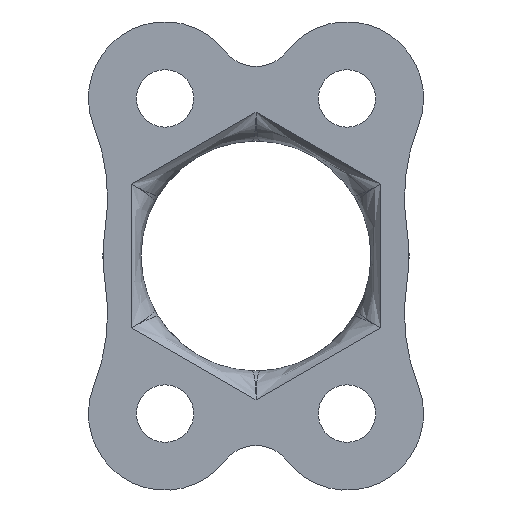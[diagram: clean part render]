
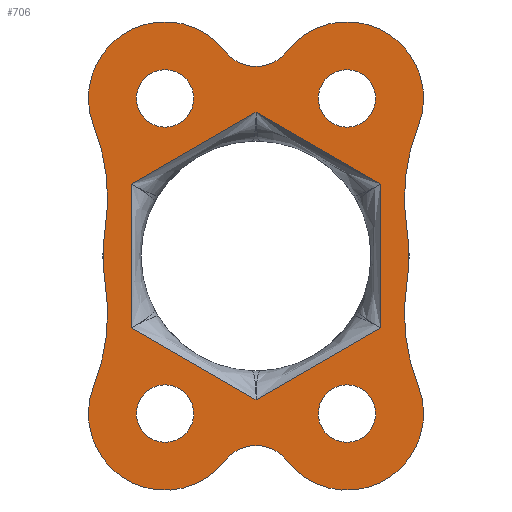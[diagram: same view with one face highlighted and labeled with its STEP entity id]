
A CAD part, front view. The second image highlights one B-rep face of the part: STEP entity #706.
In plain terms, the highlighted planar face has unit normal (0, -1, 0).
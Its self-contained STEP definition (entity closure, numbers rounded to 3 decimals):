
#15=FACE_BOUND('',#131,.T.);
#16=FACE_BOUND('',#132,.T.);
#17=FACE_BOUND('',#133,.T.);
#18=FACE_BOUND('',#134,.T.);
#19=FACE_BOUND('',#135,.T.);
#53=PLANE('',#813);
#92=FACE_OUTER_BOUND('',#130,.T.);
#130=EDGE_LOOP('',(#631,#632,#633,#634,#635,#636,#637,#638,#639,#640,#641,
#642));
#131=EDGE_LOOP('',(#643));
#132=EDGE_LOOP('',(#644));
#133=EDGE_LOOP('',(#645));
#134=EDGE_LOOP('',(#646));
#135=EDGE_LOOP('',(#647,#648,#649,#650,#651,#652));
#160=LINE('',#1585,#196);
#163=LINE('',#1590,#199);
#165=LINE('',#1594,#201);
#167=LINE('',#1598,#203);
#169=LINE('',#1602,#205);
#171=LINE('',#1605,#207);
#196=VECTOR('',#996,10.);
#199=VECTOR('',#1001,10.);
#201=VECTOR('',#1005,10.);
#203=VECTOR('',#1009,10.);
#205=VECTOR('',#1013,10.);
#207=VECTOR('',#1017,10.);
#208=CIRCLE('',#731,10.);
#212=CIRCLE('',#736,8.);
#216=CIRCLE('',#740,8.);
#221=CIRCLE('',#746,10.);
#224=CIRCLE('',#750,4.);
#225=CIRCLE('',#752,10.);
#228=CIRCLE('',#756,4.);
#229=CIRCLE('',#758,10.);
#231=CIRCLE('',#761,2.);
#233=CIRCLE('',#764,4.);
#235=CIRCLE('',#767,2.);
#237=CIRCLE('',#770,4.);
#242=CIRCLE('',#777,1.5);
#245=CIRCLE('',#781,1.5);
#248=CIRCLE('',#785,1.5);
#251=CIRCLE('',#789,1.5);
#266=VERTEX_POINT('',#1022);
#267=VERTEX_POINT('',#1023);
#274=VERTEX_POINT('',#1038);
#275=VERTEX_POINT('',#1040);
#280=VERTEX_POINT('',#1050);
#283=VERTEX_POINT('',#1060);
#286=VERTEX_POINT('',#1068);
#287=VERTEX_POINT('',#1072);
#290=VERTEX_POINT('',#1080);
#291=VERTEX_POINT('',#1084);
#293=VERTEX_POINT('',#1090);
#295=VERTEX_POINT('',#1099);
#299=VERTEX_POINT('',#1114);
#301=VERTEX_POINT('',#1121);
#303=VERTEX_POINT('',#1128);
#305=VERTEX_POINT('',#1135);
#326=VERTEX_POINT('',#1583);
#327=VERTEX_POINT('',#1584);
#328=VERTEX_POINT('',#1589);
#329=VERTEX_POINT('',#1593);
#330=VERTEX_POINT('',#1597);
#331=VERTEX_POINT('',#1601);
#332=EDGE_CURVE('',#266,#267,#208,.F.);
#340=EDGE_CURVE('',#274,#275,#212,.T.);
#346=EDGE_CURVE('',#280,#267,#216,.T.);
#351=EDGE_CURVE('',#280,#283,#221,.F.);
#356=EDGE_CURVE('',#286,#283,#224,.T.);
#357=EDGE_CURVE('',#274,#287,#225,.F.);
#362=EDGE_CURVE('',#290,#287,#228,.T.);
#363=EDGE_CURVE('',#291,#275,#229,.F.);
#366=EDGE_CURVE('',#290,#293,#231,.F.);
#369=EDGE_CURVE('',#266,#293,#233,.T.);
#371=EDGE_CURVE('',#286,#295,#235,.F.);
#374=EDGE_CURVE('',#291,#295,#237,.T.);
#379=EDGE_CURVE('',#299,#299,#242,.T.);
#383=EDGE_CURVE('',#301,#301,#245,.T.);
#387=EDGE_CURVE('',#303,#303,#248,.T.);
#391=EDGE_CURVE('',#305,#305,#251,.T.);
#427=EDGE_CURVE('',#326,#327,#160,.T.);
#430=EDGE_CURVE('',#328,#326,#163,.T.);
#432=EDGE_CURVE('',#329,#328,#165,.T.);
#434=EDGE_CURVE('',#330,#329,#167,.T.);
#436=EDGE_CURVE('',#331,#330,#169,.T.);
#438=EDGE_CURVE('',#327,#331,#171,.T.);
#631=ORIENTED_EDGE('',*,*,#351,.T.);
#632=ORIENTED_EDGE('',*,*,#356,.F.);
#633=ORIENTED_EDGE('',*,*,#371,.T.);
#634=ORIENTED_EDGE('',*,*,#374,.F.);
#635=ORIENTED_EDGE('',*,*,#363,.T.);
#636=ORIENTED_EDGE('',*,*,#340,.F.);
#637=ORIENTED_EDGE('',*,*,#357,.T.);
#638=ORIENTED_EDGE('',*,*,#362,.F.);
#639=ORIENTED_EDGE('',*,*,#366,.T.);
#640=ORIENTED_EDGE('',*,*,#369,.F.);
#641=ORIENTED_EDGE('',*,*,#332,.T.);
#642=ORIENTED_EDGE('',*,*,#346,.F.);
#643=ORIENTED_EDGE('',*,*,#379,.T.);
#644=ORIENTED_EDGE('',*,*,#383,.T.);
#645=ORIENTED_EDGE('',*,*,#387,.T.);
#646=ORIENTED_EDGE('',*,*,#391,.T.);
#647=ORIENTED_EDGE('',*,*,#427,.T.);
#648=ORIENTED_EDGE('',*,*,#438,.T.);
#649=ORIENTED_EDGE('',*,*,#436,.T.);
#650=ORIENTED_EDGE('',*,*,#434,.T.);
#651=ORIENTED_EDGE('',*,*,#432,.T.);
#652=ORIENTED_EDGE('',*,*,#430,.T.);
#706=ADVANCED_FACE('',(#92,#15,#16,#17,#18,#19),#53,.F.);
#731=AXIS2_PLACEMENT_3D('',#1024,#818,#819);
#736=AXIS2_PLACEMENT_3D('',#1041,#832,#833);
#740=AXIS2_PLACEMENT_3D('',#1052,#842,#843);
#746=AXIS2_PLACEMENT_3D('',#1061,#854,#855);
#750=AXIS2_PLACEMENT_3D('',#1070,#864,#865);
#752=AXIS2_PLACEMENT_3D('',#1073,#868,#869);
#756=AXIS2_PLACEMENT_3D('',#1082,#878,#879);
#758=AXIS2_PLACEMENT_3D('',#1085,#882,#883);
#761=AXIS2_PLACEMENT_3D('',#1091,#889,#890);
#764=AXIS2_PLACEMENT_3D('',#1096,#896,#897);
#767=AXIS2_PLACEMENT_3D('',#1100,#902,#903);
#770=AXIS2_PLACEMENT_3D('',#1105,#909,#910);
#777=AXIS2_PLACEMENT_3D('',#1115,#923,#924);
#781=AXIS2_PLACEMENT_3D('',#1122,#932,#933);
#785=AXIS2_PLACEMENT_3D('',#1129,#941,#942);
#789=AXIS2_PLACEMENT_3D('',#1136,#950,#951);
#813=AXIS2_PLACEMENT_3D('',#1606,#1018,#1019);
#818=DIRECTION('center_axis',(0.,-1.,0.));
#819=DIRECTION('ref_axis',(0.986,0.,-0.168));
#832=DIRECTION('center_axis',(0.,1.,0.));
#833=DIRECTION('ref_axis',(-0.866,0.,-0.5));
#842=DIRECTION('center_axis',(0.,1.,0.));
#843=DIRECTION('ref_axis',(0.866,0.,0.5));
#854=DIRECTION('center_axis',(0.,-1.,0.));
#855=DIRECTION('ref_axis',(0.928,0.,-0.372));
#864=DIRECTION('center_axis',(0.,1.,0.));
#865=DIRECTION('ref_axis',(-0.866,0.,0.5));
#868=DIRECTION('center_axis',(0.,-1.,0.));
#869=DIRECTION('ref_axis',(-0.928,0.,0.372));
#878=DIRECTION('center_axis',(0.,1.,0.));
#879=DIRECTION('ref_axis',(0.866,0.,-0.5));
#882=DIRECTION('center_axis',(0.,-1.,0.));
#883=DIRECTION('ref_axis',(-0.986,0.,0.168));
#889=DIRECTION('center_axis',(0.,-1.,0.));
#890=DIRECTION('ref_axis',(-0.792,0.,-0.611));
#896=DIRECTION('center_axis',(0.,1.,0.));
#897=DIRECTION('ref_axis',(0.866,0.,0.5));
#902=DIRECTION('center_axis',(0.,-1.,0.));
#903=DIRECTION('ref_axis',(0.792,0.,0.611));
#909=DIRECTION('center_axis',(0.,1.,0.));
#910=DIRECTION('ref_axis',(-0.866,0.,-0.5));
#923=DIRECTION('center_axis',(0.,1.,0.));
#924=DIRECTION('ref_axis',(1.,0.,0.));
#932=DIRECTION('center_axis',(0.,1.,0.));
#933=DIRECTION('ref_axis',(1.,0.,0.));
#941=DIRECTION('center_axis',(0.,1.,0.));
#942=DIRECTION('ref_axis',(1.,0.,0.));
#950=DIRECTION('center_axis',(0.,1.,0.));
#951=DIRECTION('ref_axis',(1.,0.,0.));
#996=DIRECTION('',(0.,0.,1.));
#1001=DIRECTION('',(-0.866,0.,0.5));
#1005=DIRECTION('',(-0.866,0.,-0.5));
#1009=DIRECTION('',(0.,0.,-1.));
#1013=DIRECTION('',(0.866,0.,-0.5));
#1017=DIRECTION('',(0.866,0.,0.5));
#1018=DIRECTION('center_axis',(0.,1.,0.));
#1019=DIRECTION('ref_axis',(0.,0.,1.));
#1022=CARTESIAN_POINT('',(8.463,0.,-6.739));
#1023=CARTESIAN_POINT('',(7.887,0.,-1.342));
#1024=CARTESIAN_POINT('Origin',(17.745,0.,-3.019));
#1038=CARTESIAN_POINT('',(-7.887,0.,-1.342));
#1040=CARTESIAN_POINT('',(-7.887,0.,1.342));
#1041=CARTESIAN_POINT('Origin',(0.,0.,0.));
#1050=CARTESIAN_POINT('',(7.887,0.,1.342));
#1052=CARTESIAN_POINT('Origin',(0.,0.,0.));
#1060=CARTESIAN_POINT('',(8.463,0.,6.739));
#1061=CARTESIAN_POINT('Origin',(17.745,0.,3.019));
#1068=CARTESIAN_POINT('',(1.583,0.,10.671));
#1070=CARTESIAN_POINT('Origin',(4.75,0.,8.227));
#1072=CARTESIAN_POINT('',(-8.463,0.,-6.739));
#1073=CARTESIAN_POINT('Origin',(-17.745,0.,-3.019));
#1080=CARTESIAN_POINT('',(-1.583,0.,-10.671));
#1082=CARTESIAN_POINT('Origin',(-4.75,0.,-8.227));
#1084=CARTESIAN_POINT('',(-8.463,0.,6.739));
#1085=CARTESIAN_POINT('Origin',(-17.745,0.,3.019));
#1090=CARTESIAN_POINT('',(1.583,0.,-10.671));
#1091=CARTESIAN_POINT('Origin',(0.,0.,-11.893));
#1096=CARTESIAN_POINT('Origin',(4.75,0.,-8.227));
#1099=CARTESIAN_POINT('',(-1.583,0.,10.671));
#1100=CARTESIAN_POINT('Origin',(0.,0.,11.893));
#1105=CARTESIAN_POINT('Origin',(-4.75,0.,8.227));
#1114=CARTESIAN_POINT('',(3.25,0.,8.227));
#1115=CARTESIAN_POINT('Origin',(4.75,0.,8.227));
#1121=CARTESIAN_POINT('',(-6.25,0.,-8.227));
#1122=CARTESIAN_POINT('Origin',(-4.75,0.,-8.227));
#1128=CARTESIAN_POINT('',(3.25,0.,-8.227));
#1129=CARTESIAN_POINT('Origin',(4.75,0.,-8.227));
#1135=CARTESIAN_POINT('',(-6.25,0.,8.227));
#1136=CARTESIAN_POINT('Origin',(-4.75,0.,8.227));
#1583=CARTESIAN_POINT('',(-6.5,0.,-3.753));
#1584=CARTESIAN_POINT('',(-6.5,0.,3.753));
#1585=CARTESIAN_POINT('',(-6.5,0.,-1.876));
#1589=CARTESIAN_POINT('',(0.,0.,-7.506));
#1590=CARTESIAN_POINT('',(-1.625,0.,-6.567));
#1593=CARTESIAN_POINT('',(6.5,0.,-3.753));
#1594=CARTESIAN_POINT('',(4.875,0.,-4.691));
#1597=CARTESIAN_POINT('',(6.5,0.,3.753));
#1598=CARTESIAN_POINT('',(6.5,0.,1.876));
#1601=CARTESIAN_POINT('',(0.,0.,7.506));
#1602=CARTESIAN_POINT('',(1.625,0.,6.567));
#1605=CARTESIAN_POINT('',(-4.875,0.,4.691));
#1606=CARTESIAN_POINT('Origin',(0.,0.,0.));
